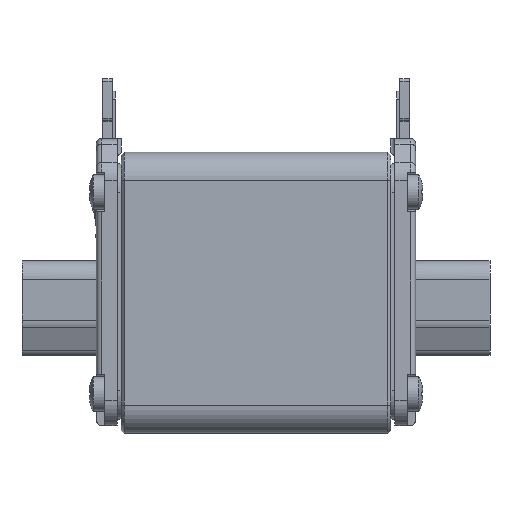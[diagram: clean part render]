
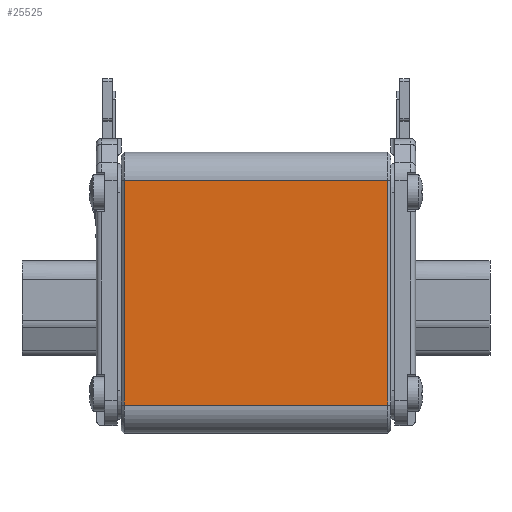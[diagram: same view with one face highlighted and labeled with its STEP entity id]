
A CAD part, left-side view. The second image highlights one B-rep face of the part: STEP entity #25525.
In plain terms, the highlighted planar face has unit normal (-1, 0, 0).
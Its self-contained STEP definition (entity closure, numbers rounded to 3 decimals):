
#2581=DIRECTION('',(0.,1.,0.));
#2582=VECTOR('',#2581,41.8);
#2583=CARTESIAN_POINT('',(-14.75,-47.088,0.87));
#2584=LINE('',#2583,#2582);
#3131=DIRECTION('',(0.,-1.,0.));
#3132=VECTOR('',#3131,41.8);
#3133=CARTESIAN_POINT('',(-14.75,-5.288,-34.73));
#3134=LINE('',#3133,#3132);
#3138=DIRECTION('',(0.,0.,-1.));
#3139=VECTOR('',#3138,35.6);
#3140=CARTESIAN_POINT('',(-14.75,-47.088,0.87));
#3141=LINE('',#3140,#3139);
#16345=DIRECTION('',(0.,0.,1.));
#16346=VECTOR('',#16345,35.6);
#16347=CARTESIAN_POINT('',(-14.75,-5.288,-34.73));
#16348=LINE('',#16347,#16346);
#21438=CARTESIAN_POINT('',(-14.75,-5.288,0.87));
#21439=VERTEX_POINT('',#21438);
#21442=CARTESIAN_POINT('',(-14.75,-5.288,-34.73));
#21443=VERTEX_POINT('',#21442);
#21470=CARTESIAN_POINT('',(-14.75,-47.088,0.87));
#21471=VERTEX_POINT('',#21470);
#21474=CARTESIAN_POINT('',(-14.75,-47.088,-34.73));
#21475=VERTEX_POINT('',#21474);
#25512=CARTESIAN_POINT('',(-14.75,-26.188,-16.93));
#25513=DIRECTION('',(1.,0.,0.));
#25514=DIRECTION('',(0.,1.,0.));
#25515=AXIS2_PLACEMENT_3D('',#25512,#25513,#25514);
#25516=PLANE('',#25515);
#25517=ORIENTED_EDGE('',*,*,#25230,.F.);
#25519=ORIENTED_EDGE('',*,*,#25518,.T.);
#25520=ORIENTED_EDGE('',*,*,#25505,.F.);
#25522=ORIENTED_EDGE('',*,*,#25521,.T.);
#25523=EDGE_LOOP('',(#25517,#25519,#25520,#25522));
#25524=FACE_OUTER_BOUND('',#25523,.F.);
#25525=ADVANCED_FACE('',(#25524),#25516,.F.);
#25230=EDGE_CURVE('',#21471,#21439,#2584,.T.);
#25505=EDGE_CURVE('',#21443,#21475,#3134,.T.);
#25518=EDGE_CURVE('',#21471,#21475,#3141,.T.);
#25521=EDGE_CURVE('',#21443,#21439,#16348,.T.);
